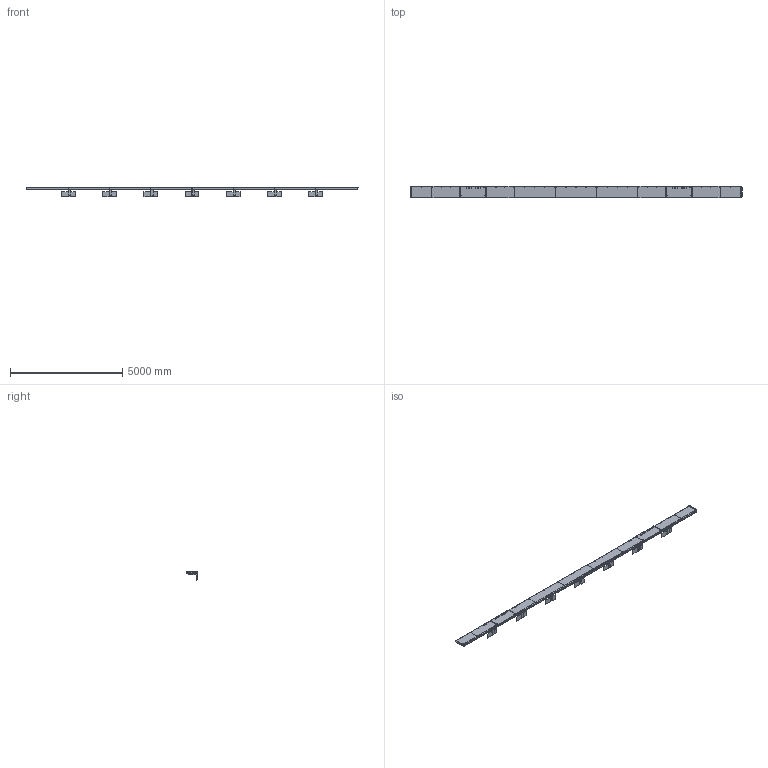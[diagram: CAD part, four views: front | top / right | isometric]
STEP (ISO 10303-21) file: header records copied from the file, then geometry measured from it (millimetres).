
FILE_DESCRIPTION(/* description */ (''),/* implementation_level */ '2;1');
FILE_NAME(/* name */ 'FE-00041-02.iam.stp',/* time_stamp */ '2018-01-01T11:22:21-08:00',/* author */ ('PhillipD'),/* organization */ (''),/* preprocessor_version */ 'ST-DEVELOPER v16.13',/* originating_system */ 'Autodesk Inventor 2018',/* authorisation */ '');
FILE_SCHEMA (('AUTOMOTIVE_DESIGN { 1 0 10303 214 3 1 1 }'));
Length unit declared in the file: inch
Products named in the file (36): FE-00041-02; FE-00022; FE-00029; FE-00006; FE-00006-01; FE-00006-02; FE-00006-03; FE-00006-04; FE-00006-05; FE-00006-06; FE-00006-07; FE-00028; FE-00031; FE-00027; FE-00023; FE-00024; FE-00005; FE-00005-01; FE-00005-02; FE-00005-03; FE-00005-04; FE-00018; FE-00018-01; FE-00018-02; FE-00018-03; FE-00018-04; FE-00026; FE-00050; FE-00008; FE-00009; FE-00010; FE-00047; FE-00044; FE-00045; FE-00046; FE-00015
Assembly tree (73 placements, depth 4):
  FE-00041-02
    FE-00022  x4
      FE-00005
        FE-00005-01
        FE-00005-02  x2
        FE-00005-03
        FE-00005-04
      FE-00026
    FE-00029  x2
      FE-00006
        FE-00006-01
        FE-00006-02  x2
        FE-00006-03
        FE-00006-04
        FE-00006-05
        FE-00006-06
        FE-00006-07  x2
      FE-00026
      FE-00028
      FE-00031
      FE-00027
    FE-00023
      FE-00005
        FE-00005-01
        FE-00005-02  x2
        FE-00005-03
        FE-00005-04
      FE-00018
        FE-00018-01
        FE-00018-02  x2
        FE-00018-03
        FE-00018-04
    FE-00024
      FE-00005
        FE-00005-01
        FE-00005-02  x2
        FE-00005-03
        FE-00005-04
      FE-00018
        FE-00018-01
        FE-00018-02  x2
        FE-00018-03
        FE-00018-04
      FE-00026  x2
    FE-00050  x7
    FE-00008  x2
    FE-00009  x4
    FE-00010  x3
    FE-00047  x2
      FE-00044
      FE-00045
      FE-00046
    FE-00015  x7
Bounding box: 14778.57 x 525.09 x 434.24 mm (x, y, z)
Volume: 77979064.6 mm3; surface area: 29725836.5 mm2
Topology: 113 solids, 113 shells, 1531 faces, 4412 edges, 2865 vertices
Faces by surface type: cylinder 789, plane 687, torus 16, cone 16, sphere 12, bspline 11
Full cylindrical faces by diameter (mm): 4.762 x8, 4.851 x72, 5.105 x10, 6.35 x124, 6.604 x49, 6.731 x16, 6.756 x16, 9.525 x37, 12.7 x4, 26.67 x20, 33.401 x20, 33.909 x7, 35.052 x40, 42.164 x40
Entity records: 15142 total; most frequent: CARTESIAN_POINT 4968, DIRECTION 1856, ORIENTED_EDGE 1558, EDGE_CURVE 779, AXIS2_PLACEMENT_3D 721, EDGE_LOOP 628, VERTEX_POINT 577, LINE 414
